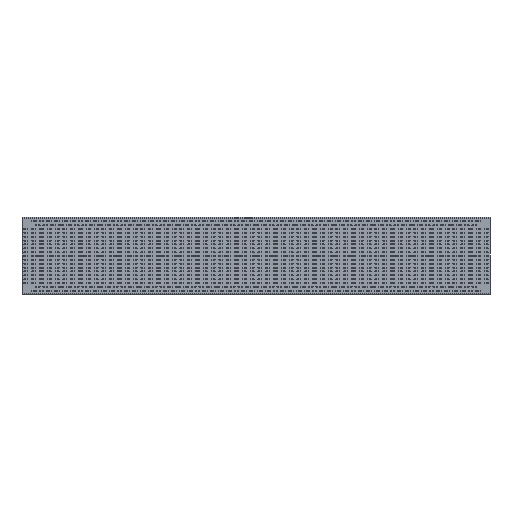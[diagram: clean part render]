
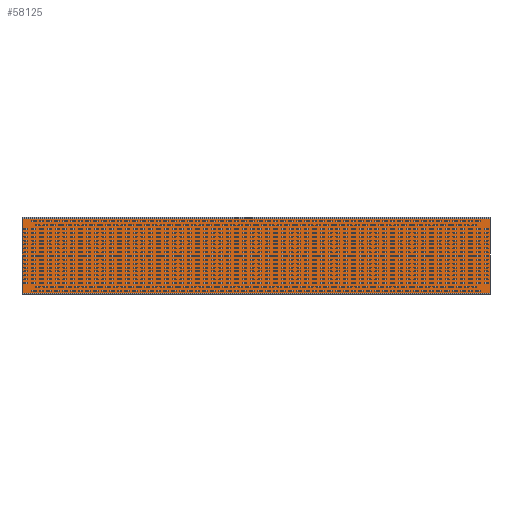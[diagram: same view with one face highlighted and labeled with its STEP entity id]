
A CAD part, top view. The second image highlights one B-rep face of the part: STEP entity #58125.
In plain terms, the highlighted planar face has unit normal (0, 0, 1).
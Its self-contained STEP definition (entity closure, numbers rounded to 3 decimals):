
#7357=FACE_OUTER_BOUND('',#9817,.T.);
#9817=EDGE_LOOP('',(#46064,#46065,#46066,#46067));
#17103=LINE('',#87296,#21907);
#17105=LINE('',#87305,#21909);
#17125=LINE('',#87356,#21929);
#17128=LINE('',#87361,#21932);
#21907=VECTOR('',#67891,1.);
#21909=VECTOR('',#67899,1.);
#21929=VECTOR('',#67949,1.);
#21932=VECTOR('',#67956,1.);
#26718=VERTEX_POINT('',#87293);
#26719=VERTEX_POINT('',#87295);
#26722=VERTEX_POINT('',#87302);
#26723=VERTEX_POINT('',#87304);
#36336=EDGE_CURVE('',#26719,#26718,#17103,.T.);
#36340=EDGE_CURVE('',#26722,#26723,#17105,.T.);
#36367=EDGE_CURVE('',#26723,#26718,#17125,.F.);
#36370=EDGE_CURVE('',#26722,#26719,#17128,.T.);
#46064=ORIENTED_EDGE('',*,*,#36367,.F.);
#46065=ORIENTED_EDGE('',*,*,#36340,.F.);
#46066=ORIENTED_EDGE('',*,*,#36370,.T.);
#46067=ORIENTED_EDGE('',*,*,#36336,.T.);
#55665=PLANE('',#60603);
#58125=ADVANCED_FACE('',(#7357),#55665,.T.);
#60603=AXIS2_PLACEMENT_3D('',#87376,#67978,#67979);
#67891=DIRECTION('',(0.,1.,0.));
#67899=DIRECTION('',(0.,1.,0.));
#67949=DIRECTION('',(-1.,0.,0.));
#67956=DIRECTION('',(1.,0.,0.));
#67978=DIRECTION('center_axis',(0.,0.,1.));
#67979=DIRECTION('ref_axis',(1.,0.,0.));
#87293=CARTESIAN_POINT('',(2954.47,264.144,-12.));
#87295=CARTESIAN_POINT('',(2954.47,-228.856,-12.));
#87296=CARTESIAN_POINT('',(2954.47,17.644,-12.));
#87302=CARTESIAN_POINT('',(-75.53,-228.856,-12.));
#87304=CARTESIAN_POINT('',(-75.53,264.144,-12.));
#87305=CARTESIAN_POINT('',(-75.53,17.644,-12.));
#87356=CARTESIAN_POINT('',(1439.47,264.144,-12.));
#87361=CARTESIAN_POINT('',(1439.47,-228.856,-12.));
#87376=CARTESIAN_POINT('Origin',(1439.47,17.644,-12.));
